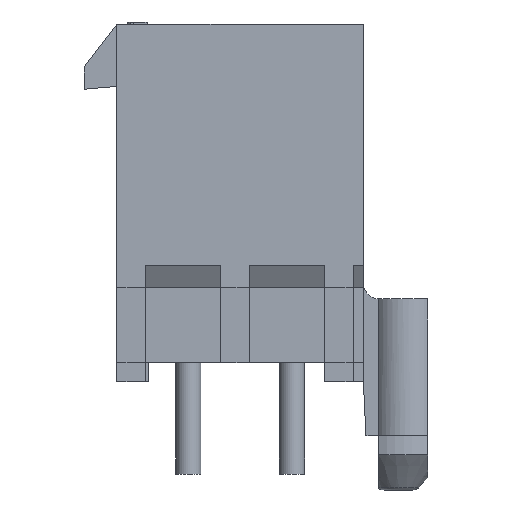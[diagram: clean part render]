
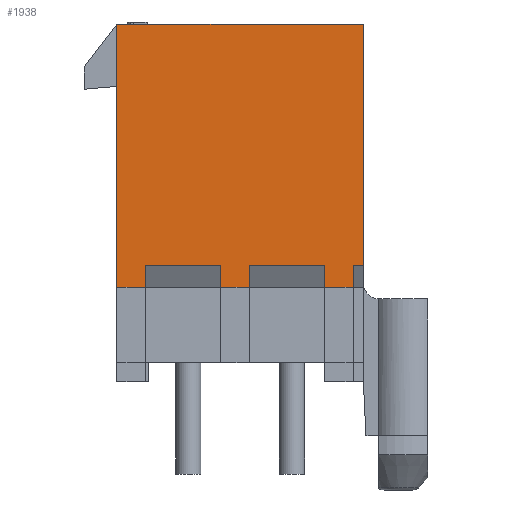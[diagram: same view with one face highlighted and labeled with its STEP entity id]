
A CAD part, front view. The second image highlights one B-rep face of the part: STEP entity #1938.
In plain terms, the highlighted planar face has unit normal (0, -1, 0).
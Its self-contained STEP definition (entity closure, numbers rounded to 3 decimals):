
#22=DIRECTION('',(-1.,0.,0.));
#23=VECTOR('',#22,0.406);
#24=CARTESIAN_POINT('',(4.915,-2.794,-9.601));
#25=LINE('',#24,#23);
#26=DIRECTION('',(1.,0.,0.));
#27=VECTOR('',#26,1.143);
#28=CARTESIAN_POINT('',(3.366,-2.794,-10.49));
#29=LINE('',#28,#27);
#30=DIRECTION('',(-1.,0.,0.));
#31=VECTOR('',#30,2.997);
#32=CARTESIAN_POINT('',(3.366,-2.794,-9.601));
#33=LINE('',#32,#31);
#34=DIRECTION('',(1.,0.,0.));
#35=VECTOR('',#34,1.143);
#36=CARTESIAN_POINT('',(-0.775,-2.794,-10.49));
#37=LINE('',#36,#35);
#38=DIRECTION('',(-1.,0.,0.));
#39=VECTOR('',#38,2.997);
#40=CARTESIAN_POINT('',(-0.775,-2.794,-9.601));
#41=LINE('',#40,#39);
#42=DIRECTION('',(1.,0.,0.));
#43=VECTOR('',#42,1.143);
#44=CARTESIAN_POINT('',(-4.915,-2.794,-10.49));
#45=LINE('',#44,#43);
#46=DIRECTION('',(0.,0.,1.));
#47=VECTOR('',#46,10.49);
#48=CARTESIAN_POINT('',(-4.915,-2.794,-10.49));
#49=LINE('',#48,#47);
#50=DIRECTION('',(1.,0.,0.));
#51=VECTOR('',#50,9.83);
#52=CARTESIAN_POINT('',(-4.915,-2.794,0.));
#53=LINE('',#52,#51);
#54=DIRECTION('',(0.,0.,-1.));
#55=VECTOR('',#54,9.601);
#56=CARTESIAN_POINT('',(4.915,-2.794,0.));
#57=LINE('',#56,#55);
#70=DIRECTION('',(0.,0.,1.));
#71=VECTOR('',#70,0.889);
#72=CARTESIAN_POINT('',(-3.772,-2.794,-10.49));
#73=LINE('',#72,#71);
#532=DIRECTION('',(0.,0.,1.));
#533=VECTOR('',#532,0.889);
#534=CARTESIAN_POINT('',(-0.775,-2.794,-10.49));
#535=LINE('',#534,#533);
#580=DIRECTION('',(0.,0.,1.));
#581=VECTOR('',#580,0.889);
#582=CARTESIAN_POINT('',(3.366,-2.794,-10.49));
#583=LINE('',#582,#581);
#616=DIRECTION('',(0.,0.,1.));
#617=VECTOR('',#616,0.889);
#618=CARTESIAN_POINT('',(4.509,-2.794,-10.49));
#619=LINE('',#618,#617);
#644=DIRECTION('',(0.,0.,1.));
#645=VECTOR('',#644,0.889);
#646=CARTESIAN_POINT('',(0.368,-2.794,-10.49));
#647=LINE('',#646,#645);
#1493=CARTESIAN_POINT('',(-4.915,-2.794,0.));
#1494=CARTESIAN_POINT('',(4.915,-2.794,0.));
#1495=VERTEX_POINT('',#1493);
#1496=VERTEX_POINT('',#1494);
#1577=CARTESIAN_POINT('',(-4.915,-2.794,-10.49));
#1578=VERTEX_POINT('',#1577);
#1583=CARTESIAN_POINT('',(-3.772,-2.794,-10.49));
#1584=VERTEX_POINT('',#1583);
#1593=CARTESIAN_POINT('',(-3.772,-2.794,-9.601));
#1594=VERTEX_POINT('',#1593);
#1599=CARTESIAN_POINT('',(-0.775,-2.794,-10.49));
#1600=VERTEX_POINT('',#1599);
#1605=CARTESIAN_POINT('',(0.368,-2.794,-10.49));
#1606=VERTEX_POINT('',#1605);
#1615=CARTESIAN_POINT('',(-0.775,-2.794,-9.601));
#1616=VERTEX_POINT('',#1615);
#1617=CARTESIAN_POINT('',(0.368,-2.794,-9.601));
#1618=VERTEX_POINT('',#1617);
#1623=CARTESIAN_POINT('',(3.366,-2.794,-10.49));
#1624=VERTEX_POINT('',#1623);
#1629=CARTESIAN_POINT('',(4.509,-2.794,-10.49));
#1630=VERTEX_POINT('',#1629);
#1643=CARTESIAN_POINT('',(3.366,-2.794,-9.601));
#1644=VERTEX_POINT('',#1643);
#1645=CARTESIAN_POINT('',(4.509,-2.794,-9.601));
#1646=VERTEX_POINT('',#1645);
#1647=CARTESIAN_POINT('',(4.915,-2.794,-9.601));
#1648=VERTEX_POINT('',#1647);
#1903=CARTESIAN_POINT('',(0.,-2.794,0.));
#1904=DIRECTION('',(0.,1.,0.));
#1905=DIRECTION('',(1.,0.,0.));
#1906=AXIS2_PLACEMENT_3D('',#1903,#1904,#1905);
#1907=PLANE('',#1906);
#1909=ORIENTED_EDGE('',*,*,#1908,.T.);
#1911=ORIENTED_EDGE('',*,*,#1910,.F.);
#1913=ORIENTED_EDGE('',*,*,#1912,.F.);
#1915=ORIENTED_EDGE('',*,*,#1914,.T.);
#1917=ORIENTED_EDGE('',*,*,#1916,.T.);
#1919=ORIENTED_EDGE('',*,*,#1918,.F.);
#1921=ORIENTED_EDGE('',*,*,#1920,.F.);
#1923=ORIENTED_EDGE('',*,*,#1922,.T.);
#1925=ORIENTED_EDGE('',*,*,#1924,.T.);
#1927=ORIENTED_EDGE('',*,*,#1926,.F.);
#1929=ORIENTED_EDGE('',*,*,#1928,.F.);
#1931=ORIENTED_EDGE('',*,*,#1930,.T.);
#1933=ORIENTED_EDGE('',*,*,#1932,.T.);
#1935=ORIENTED_EDGE('',*,*,#1934,.T.);
#1936=EDGE_LOOP('',(#1909,#1911,#1913,#1915,#1917,#1919,#1921,#1923,#1925,#1927,
#1929,#1931,#1933,#1935));
#1937=FACE_OUTER_BOUND('',#1936,.F.);
#1908=EDGE_CURVE('',#1648,#1646,#25,.T.);
#1910=EDGE_CURVE('',#1630,#1646,#619,.T.);
#1912=EDGE_CURVE('',#1624,#1630,#29,.T.);
#1914=EDGE_CURVE('',#1624,#1644,#583,.T.);
#1916=EDGE_CURVE('',#1644,#1618,#33,.T.);
#1918=EDGE_CURVE('',#1606,#1618,#647,.T.);
#1920=EDGE_CURVE('',#1600,#1606,#37,.T.);
#1922=EDGE_CURVE('',#1600,#1616,#535,.T.);
#1924=EDGE_CURVE('',#1616,#1594,#41,.T.);
#1926=EDGE_CURVE('',#1584,#1594,#73,.T.);
#1928=EDGE_CURVE('',#1578,#1584,#45,.T.);
#1930=EDGE_CURVE('',#1578,#1495,#49,.T.);
#1932=EDGE_CURVE('',#1495,#1496,#53,.T.);
#1934=EDGE_CURVE('',#1496,#1648,#57,.T.);
#1938=ADVANCED_FACE('',(#1937),#1907,.F.);
